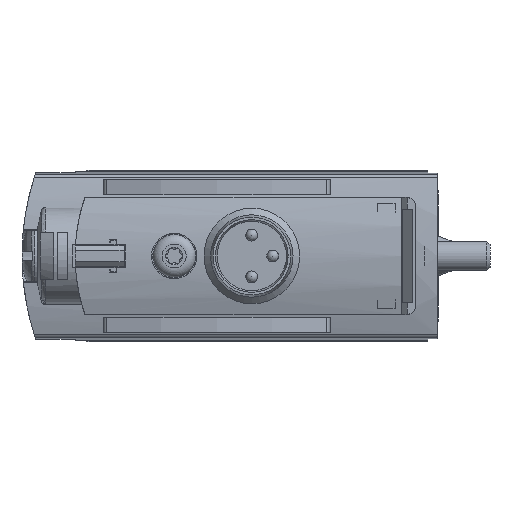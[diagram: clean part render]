
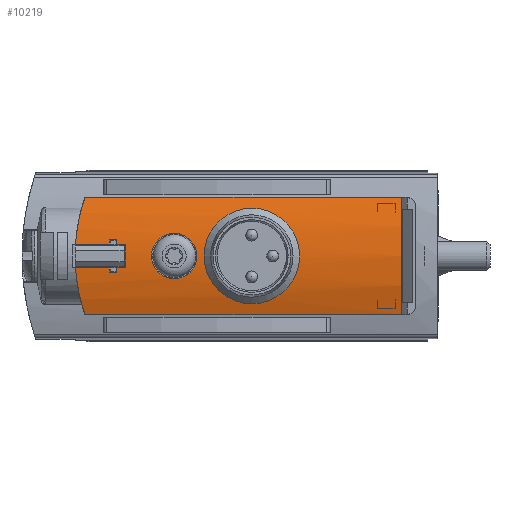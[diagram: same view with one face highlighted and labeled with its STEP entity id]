
A CAD part, left-side view. The second image highlights one B-rep face of the part: STEP entity #10219.
In plain terms, the highlighted cylindrical face has radius 15 mm (diameter 30 mm), a partial arc.
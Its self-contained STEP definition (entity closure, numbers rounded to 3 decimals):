
#161=B_SPLINE_CURVE_WITH_KNOTS('',3,(#18178,#18179,#18180,#18181,#18182,
#18183,#18184,#18185,#18186,#18187,#18188),.UNSPECIFIED.,.T.,.F.,(1,1,1,
1,1,1,1,1,1,1,1,1,1,1,1),(-0.004,-0.003,-0.001,
0.,0.001,0.003,0.004,0.006,
0.007,0.009,0.01,0.012,
0.013,0.015,0.016),.UNSPECIFIED.);
#162=B_SPLINE_CURVE_WITH_KNOTS('',3,(#18222,#18223,#18224,#18225,#18226,
#18227,#18228,#18229,#18230,#18231,#18232),.UNSPECIFIED.,.T.,.F.,(1,1,1,
1,1,1,1,1,1,1,1,1,1,1,1),(-0.008,-0.006,-0.003,
0.,0.003,0.006,0.008,0.011,
0.014,0.017,0.02,0.023,
0.025,0.028,0.031),.UNSPECIFIED.);
#201=ELLIPSE('',#12755,21.213,15.);
#202=ELLIPSE('',#12761,21.213,15.);
#1078=LINE('',#18190,#1988);
#1079=LINE('',#18195,#1989);
#1080=LINE('',#18199,#1990);
#1081=LINE('',#18203,#1991);
#1082=LINE('',#18207,#1992);
#1083=LINE('',#18211,#1993);
#1084=LINE('',#18215,#1994);
#1085=LINE('',#18219,#1995);
#1988=VECTOR('',#15020,1000.);
#1989=VECTOR('',#15023,1000.);
#1990=VECTOR('',#15026,1000.);
#1991=VECTOR('',#15029,1000.);
#1992=VECTOR('',#15032,1000.);
#1993=VECTOR('',#15035,1000.);
#1994=VECTOR('',#15038,1000.);
#1995=VECTOR('',#15041,1000.);
#4119=ORIENTED_EDGE('',*,*,#6120,.F.);
#4120=ORIENTED_EDGE('',*,*,#6121,.F.);
#4121=ORIENTED_EDGE('',*,*,#6122,.T.);
#4122=ORIENTED_EDGE('',*,*,#6123,.T.);
#4123=ORIENTED_EDGE('',*,*,#6124,.T.);
#4124=ORIENTED_EDGE('',*,*,#6125,.T.);
#4125=ORIENTED_EDGE('',*,*,#6126,.T.);
#4126=ORIENTED_EDGE('',*,*,#6127,.T.);
#4127=ORIENTED_EDGE('',*,*,#6128,.T.);
#4128=ORIENTED_EDGE('',*,*,#6129,.T.);
#4129=ORIENTED_EDGE('',*,*,#6130,.T.);
#4130=ORIENTED_EDGE('',*,*,#6131,.T.);
#4131=ORIENTED_EDGE('',*,*,#6132,.T.);
#4132=ORIENTED_EDGE('',*,*,#6133,.T.);
#4133=ORIENTED_EDGE('',*,*,#6134,.T.);
#4134=ORIENTED_EDGE('',*,*,#6135,.T.);
#4135=ORIENTED_EDGE('',*,*,#6136,.T.);
#4136=ORIENTED_EDGE('',*,*,#6137,.F.);
#6120=EDGE_CURVE('',#7293,#7293,#161,.T.);
#6121=EDGE_CURVE('',#7294,#7295,#1078,.T.);
#6122=EDGE_CURVE('',#7294,#7296,#201,.T.);
#6123=EDGE_CURVE('',#7296,#7297,#1079,.T.);
#6124=EDGE_CURVE('',#7297,#7298,#7967,.F.);
#6125=EDGE_CURVE('',#7298,#7299,#1080,.T.);
#6126=EDGE_CURVE('',#7299,#7300,#7968,.F.);
#6127=EDGE_CURVE('',#7300,#7301,#1081,.T.);
#6128=EDGE_CURVE('',#7301,#7302,#7969,.F.);
#6129=EDGE_CURVE('',#7302,#7303,#1082,.F.);
#6130=EDGE_CURVE('',#7303,#7304,#7970,.F.);
#6131=EDGE_CURVE('',#7304,#7305,#1083,.F.);
#6132=EDGE_CURVE('',#7305,#7306,#7971,.F.);
#6133=EDGE_CURVE('',#7306,#7307,#1084,.F.);
#6134=EDGE_CURVE('',#7307,#7308,#202,.T.);
#6135=EDGE_CURVE('',#7308,#7309,#1085,.T.);
#6136=EDGE_CURVE('',#7309,#7295,#7972,.T.);
#6137=EDGE_CURVE('',#7310,#7310,#162,.T.);
#7293=VERTEX_POINT('',#18189);
#7294=VERTEX_POINT('',#18191);
#7295=VERTEX_POINT('',#18192);
#7296=VERTEX_POINT('',#18194);
#7297=VERTEX_POINT('',#18196);
#7298=VERTEX_POINT('',#18198);
#7299=VERTEX_POINT('',#18200);
#7300=VERTEX_POINT('',#18202);
#7301=VERTEX_POINT('',#18204);
#7302=VERTEX_POINT('',#18206);
#7303=VERTEX_POINT('',#18208);
#7304=VERTEX_POINT('',#18210);
#7305=VERTEX_POINT('',#18212);
#7306=VERTEX_POINT('',#18214);
#7307=VERTEX_POINT('',#18216);
#7308=VERTEX_POINT('',#18218);
#7309=VERTEX_POINT('',#18220);
#7310=VERTEX_POINT('',#18233);
#7967=CIRCLE('',#12756,15.);
#7968=CIRCLE('',#12757,15.);
#7969=CIRCLE('',#12758,15.);
#7970=CIRCLE('',#12759,15.);
#7971=CIRCLE('',#12760,15.);
#7972=CIRCLE('',#12762,15.);
#8627=EDGE_LOOP('',(#4119));
#8628=EDGE_LOOP('',(#4120,#4121,#4122,#4123,#4124,#4125,#4126,#4127,#4128,
#4129,#4130,#4131,#4132,#4133,#4134,#4135));
#8629=EDGE_LOOP('',(#4136));
#9411=FACE_BOUND('',#8627,.T.);
#9412=FACE_BOUND('',#8628,.T.);
#9413=FACE_BOUND('',#8629,.T.);
#9779=CYLINDRICAL_SURFACE('',#12754,15.);
#10219=ADVANCED_FACE('',(#9411,#9412,#9413),#9779,.T.);
#12754=AXIS2_PLACEMENT_3D('',#18177,#15018,#15019);
#12755=AXIS2_PLACEMENT_3D('',#18193,#15021,#15022);
#12756=AXIS2_PLACEMENT_3D('',#18197,#15024,#15025);
#12757=AXIS2_PLACEMENT_3D('',#18201,#15027,#15028);
#12758=AXIS2_PLACEMENT_3D('',#18205,#15030,#15031);
#12759=AXIS2_PLACEMENT_3D('',#18209,#15033,#15034);
#12760=AXIS2_PLACEMENT_3D('',#18213,#15036,#15037);
#12761=AXIS2_PLACEMENT_3D('',#18217,#15039,#15040);
#12762=AXIS2_PLACEMENT_3D('',#18221,#15042,#15043);
#15018=DIRECTION('',(0.,-1.,0.));
#15019=DIRECTION('',(0.,0.,-1.));
#15020=DIRECTION('',(0.,-1.,0.));
#15021=DIRECTION('',(0.707,-0.707,0.));
#15022=DIRECTION('',(-0.707,-0.707,0.));
#15023=DIRECTION('',(0.,-1.,0.));
#15024=DIRECTION('',(0.,-1.,0.));
#15025=DIRECTION('',(0.,0.,-1.));
#15026=DIRECTION('',(0.,-1.,0.));
#15027=DIRECTION('',(0.,1.,0.));
#15028=DIRECTION('',(0.,0.,1.));
#15029=DIRECTION('',(0.,-1.,0.));
#15030=DIRECTION('',(0.,1.,0.));
#15031=DIRECTION('',(0.,0.,1.));
#15032=DIRECTION('',(0.,-1.,0.));
#15033=DIRECTION('',(0.,1.,0.));
#15034=DIRECTION('',(0.,0.,1.));
#15035=DIRECTION('',(0.,-1.,0.));
#15036=DIRECTION('',(0.,-1.,0.));
#15037=DIRECTION('',(0.,0.,-1.));
#15038=DIRECTION('',(0.,-1.,0.));
#15039=DIRECTION('',(0.707,-0.707,0.));
#15040=DIRECTION('',(-0.707,-0.707,0.));
#15041=DIRECTION('',(0.,-1.,0.));
#15042=DIRECTION('',(0.,1.,0.));
#15043=DIRECTION('',(1.,0.,0.));
#18177=CARTESIAN_POINT('',(-5.1,27.5,0.));
#18178=CARTESIAN_POINT('',(9.84,17.509,-1.488));
#18179=CARTESIAN_POINT('',(9.749,19.,-2.106));
#18180=CARTESIAN_POINT('',(9.84,20.489,-1.488));
#18181=CARTESIAN_POINT('',(9.93,21.105,-0.002));
#18182=CARTESIAN_POINT('',(9.84,20.49,1.489));
#18183=CARTESIAN_POINT('',(9.749,19.,2.105));
#18184=CARTESIAN_POINT('',(9.84,17.513,1.49));
#18185=CARTESIAN_POINT('',(9.93,16.894,0.002));
#18186=CARTESIAN_POINT('',(9.84,17.509,-1.488));
#18187=CARTESIAN_POINT('',(9.749,19.,-2.106));
#18188=CARTESIAN_POINT('',(9.84,20.489,-1.488));
#18189=CARTESIAN_POINT('',(9.779,19.,-1.9));
#18190=CARTESIAN_POINT('',(9.077,27.5,-4.9));
#18191=CARTESIAN_POINT('',(9.077,26.477,-4.9));
#18192=CARTESIAN_POINT('',(9.077,0.,-4.9));
#18193=CARTESIAN_POINT('',(-5.1,12.3,0.));
#18194=CARTESIAN_POINT('',(9.867,27.267,-1.));
#18195=CARTESIAN_POINT('',(9.867,27.5,-1.));
#18196=CARTESIAN_POINT('',(9.867,24.4,-1.));
#18197=CARTESIAN_POINT('',(-5.1,24.4,0.));
#18198=CARTESIAN_POINT('',(9.839,24.4,-1.35));
#18199=CARTESIAN_POINT('',(9.839,27.5,-1.35));
#18200=CARTESIAN_POINT('',(9.839,23.8,-1.35));
#18201=CARTESIAN_POINT('',(-5.1,23.8,0.));
#18202=CARTESIAN_POINT('',(9.867,23.8,-1.));
#18203=CARTESIAN_POINT('',(9.867,27.5,-1.));
#18204=CARTESIAN_POINT('',(9.867,23.1,-1.));
#18205=CARTESIAN_POINT('',(-5.1,23.1,0.));
#18206=CARTESIAN_POINT('',(9.867,23.1,1.));
#18207=CARTESIAN_POINT('',(9.867,27.5,1.));
#18208=CARTESIAN_POINT('',(9.867,23.8,1.));
#18209=CARTESIAN_POINT('',(-5.1,23.8,0.));
#18210=CARTESIAN_POINT('',(9.839,23.8,1.35));
#18211=CARTESIAN_POINT('',(9.839,27.5,1.35));
#18212=CARTESIAN_POINT('',(9.839,24.4,1.35));
#18213=CARTESIAN_POINT('',(-5.1,24.4,0.));
#18214=CARTESIAN_POINT('',(9.867,24.4,1.));
#18215=CARTESIAN_POINT('',(9.867,27.5,1.));
#18216=CARTESIAN_POINT('',(9.867,27.267,1.));
#18217=CARTESIAN_POINT('',(-5.1,12.3,0.));
#18218=CARTESIAN_POINT('',(9.077,26.477,4.9));
#18219=CARTESIAN_POINT('',(9.077,27.5,4.9));
#18220=CARTESIAN_POINT('',(9.077,0.,4.9));
#18221=CARTESIAN_POINT('',(-5.1,0.,0.));
#18222=CARTESIAN_POINT('',(9.684,15.324,2.819));
#18223=CARTESIAN_POINT('',(9.35,12.499,3.99));
#18224=CARTESIAN_POINT('',(9.684,9.679,2.819));
#18225=CARTESIAN_POINT('',(10.008,8.511,0.004));
#18226=CARTESIAN_POINT('',(9.684,9.679,-2.822));
#18227=CARTESIAN_POINT('',(9.351,12.498,-3.988));
#18228=CARTESIAN_POINT('',(9.683,15.318,-2.824));
#18229=CARTESIAN_POINT('',(10.008,16.49,-0.002));
#18230=CARTESIAN_POINT('',(9.684,15.324,2.819));
#18231=CARTESIAN_POINT('',(9.35,12.499,3.99));
#18232=CARTESIAN_POINT('',(9.684,9.679,2.819));
#18233=CARTESIAN_POINT('',(9.462,12.5,3.6));
